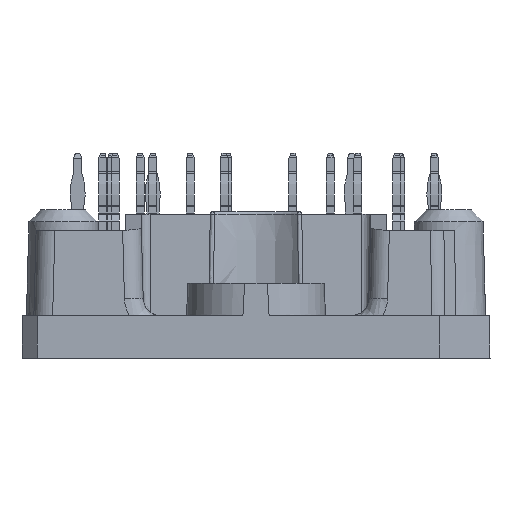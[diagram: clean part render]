
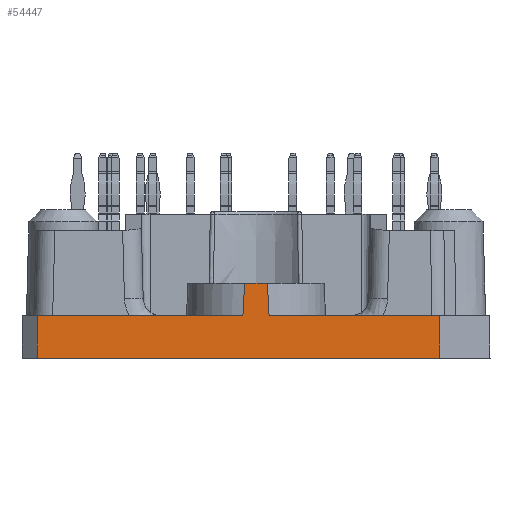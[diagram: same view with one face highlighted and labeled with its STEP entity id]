
A CAD part, left-side view. The second image highlights one B-rep face of the part: STEP entity #54447.
In plain terms, the highlighted planar face has unit normal (-1, 0, 0.018).
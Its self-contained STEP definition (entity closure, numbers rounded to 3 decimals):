
#1267=B_SPLINE_CURVE_WITH_KNOTS('',3,(#79270,#79271,#79272,#79273),
 .UNSPECIFIED.,.F.,.F.,(4,4),(0.,0.003),.UNSPECIFIED.);
#1274=B_SPLINE_CURVE_WITH_KNOTS('',3,(#79381,#79382,#79383,#79384),
 .UNSPECIFIED.,.F.,.F.,(4,4),(0.,0.003),.UNSPECIFIED.);
#3697=LINE('',#78330,#7719);
#3710=LINE('',#78424,#7732);
#3998=LINE('',#79268,#8020);
#4021=LINE('',#79386,#8043);
#4022=LINE('',#79388,#8044);
#4023=LINE('',#79389,#8045);
#7719=VECTOR('',#65954,1000.);
#7732=VECTOR('',#66001,1000.);
#8020=VECTOR('',#66735,1000.);
#8043=VECTOR('',#66822,1000.);
#8044=VECTOR('',#66823,1000.);
#8045=VECTOR('',#66824,1000.);
#16894=ORIENTED_EDGE('',*,*,#24877,.F.);
#16895=ORIENTED_EDGE('',*,*,#24878,.T.);
#16896=ORIENTED_EDGE('',*,*,#24438,.T.);
#16897=ORIENTED_EDGE('',*,*,#24831,.T.);
#16898=ORIENTED_EDGE('',*,*,#24879,.F.);
#16899=ORIENTED_EDGE('',*,*,#24832,.T.);
#16900=ORIENTED_EDGE('',*,*,#24409,.T.);
#16901=ORIENTED_EDGE('',*,*,#24876,.F.);
#24409=EDGE_CURVE('',#29078,#29079,#3697,.F.);
#24438=EDGE_CURVE('',#29103,#29102,#3710,.F.);
#24831=EDGE_CURVE('',#29102,#29394,#3998,.F.);
#24832=EDGE_CURVE('',#29395,#29078,#1267,.T.);
#24876=EDGE_CURVE('',#29423,#29079,#1274,.T.);
#24877=EDGE_CURVE('',#29424,#29423,#4021,.F.);
#24878=EDGE_CURVE('',#29424,#29103,#4022,.F.);
#24879=EDGE_CURVE('',#29395,#29394,#4023,.F.);
#29078=VERTEX_POINT('',#78327);
#29079=VERTEX_POINT('',#78329);
#29102=VERTEX_POINT('',#78423);
#29103=VERTEX_POINT('',#78425);
#29394=VERTEX_POINT('',#79267);
#29395=VERTEX_POINT('',#79274);
#29423=VERTEX_POINT('',#79380);
#29424=VERTEX_POINT('',#79387);
#33310=EDGE_LOOP('',(#16894,#16895,#16896,#16897,#16898,#16899,#16900,#16901));
#35634=FACE_BOUND('',#33310,.T.);
#37359=PLANE('',#57771);
#54447=ADVANCED_FACE('',(#35634),#37359,.T.);
#57771=AXIS2_PLACEMENT_3D('',#79385,#66820,#66821);
#65954=DIRECTION('',(0.,-1.,0.));
#66001=DIRECTION('',(0.,1.,0.));
#66735=DIRECTION('',(-0.017,-0.007,-1.));
#66820=DIRECTION('',(-1.,0.,0.017));
#66821=DIRECTION('',(0.017,0.,1.));
#66822=DIRECTION('',(0.,1.,0.));
#66823=DIRECTION('',(0.017,-0.017,1.));
#66824=DIRECTION('',(0.,1.,0.));
#78327=CARTESIAN_POINT('',(-40.895,-0.913,6.));
#78329=CARTESIAN_POINT('',(-40.895,0.913,6.));
#78330=CARTESIAN_POINT('',(-40.895,0.,6.));
#78423=CARTESIAN_POINT('',(-41.,-14.7,0.));
#78424=CARTESIAN_POINT('',(-41.,0.,0.));
#78425=CARTESIAN_POINT('',(-41.,17.49,0.));
#79267=CARTESIAN_POINT('',(-40.941,-14.675,3.4));
#79268=CARTESIAN_POINT('',(-40.998,-14.699,0.134));
#79270=CARTESIAN_POINT('',(-40.941,-1.044,3.4));
#79271=CARTESIAN_POINT('',(-40.926,-1.003,4.267));
#79272=CARTESIAN_POINT('',(-40.91,-0.959,5.133));
#79273=CARTESIAN_POINT('',(-40.895,-0.913,6.));
#79274=CARTESIAN_POINT('',(-40.941,-1.044,3.4));
#79380=CARTESIAN_POINT('',(-40.941,1.044,3.4));
#79381=CARTESIAN_POINT('',(-40.941,1.044,3.4));
#79382=CARTESIAN_POINT('',(-40.926,1.003,4.267));
#79383=CARTESIAN_POINT('',(-40.91,0.959,5.133));
#79384=CARTESIAN_POINT('',(-40.895,0.913,6.));
#79385=CARTESIAN_POINT('',(-41.,0.,0.));
#79386=CARTESIAN_POINT('',(-40.941,0.,3.4));
#79387=CARTESIAN_POINT('',(-40.941,17.43,3.4));
#79388=CARTESIAN_POINT('',(-40.995,17.484,0.305));
#79389=CARTESIAN_POINT('',(-40.941,0.,3.4));
